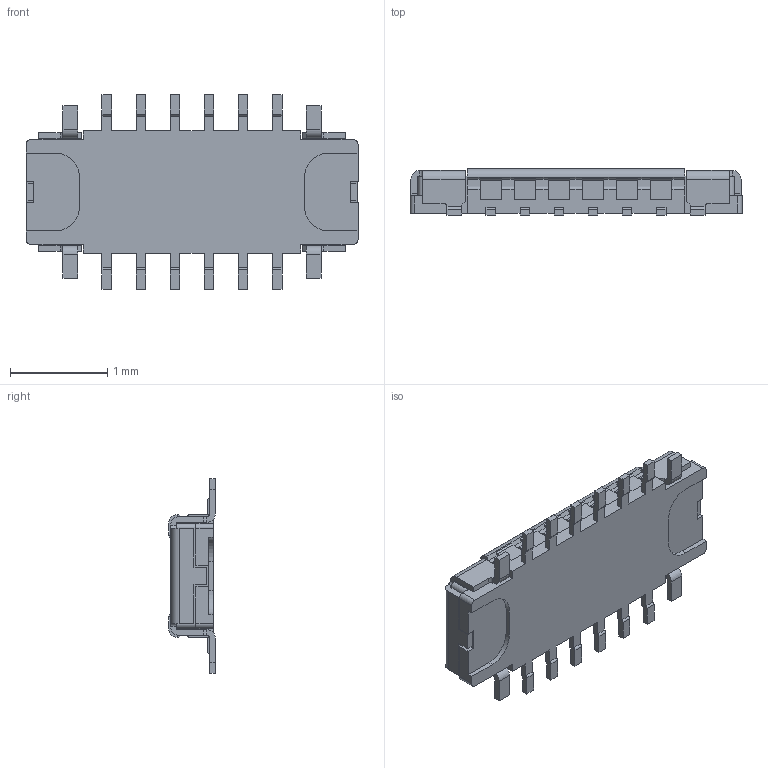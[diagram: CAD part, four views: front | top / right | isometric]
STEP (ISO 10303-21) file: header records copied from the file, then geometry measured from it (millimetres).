
FILE_DESCRIPTION(('CAx-IF Rec.Pracs.---Model Styling and Organization---1.5---2016-08-15','CAx-IF Rec.Pracs.---Geometric and Assembly Validation Properties---4.4---2016-08-17','CAx-IF Rec.Pracs.---User Defined Attributes---1.5---2016-08-15','CAx-IF Rec.Pracs.---External References---2.1---2005-01-19'),'2;1');
FILE_NAME('1937513.step','2024-05-15T19:49:12',('Unspecified'),('Unspecified'),'CAD Exchanger 3.10.2 (cadexchanger.com)','Unspecified','');
FILE_SCHEMA(('AUTOMOTIVE_DESIGN { 1 0 10303 214 1 1 1 1 }'));
Length unit declared in the file: millimetre
Products named in the file (1): 5050701222
Bounding box: 3.41 x 0.48 x 2 mm (x, y, z)
Volume: 1.2 mm3; surface area: 18.5 mm2
Topology: 1 solids, 1 shells, 540 faces, 1594 edges, 1048 vertices
Faces by surface type: plane 428, cylinder 112
Entity records: 17769 total; most frequent: CARTESIAN_POINT 3267, ORIENTED_EDGE 3060, DIRECTION 2896, EDGE_CURVE 1594, LINE 1334, VECTOR 1334, VERTEX_POINT 1048, AXIS2_PLACEMENT_3D 781
